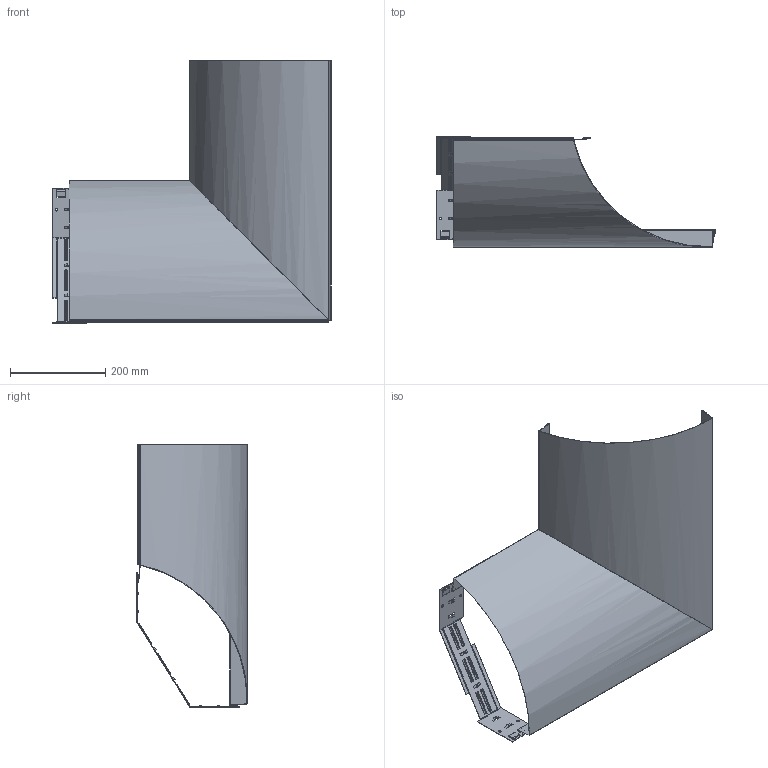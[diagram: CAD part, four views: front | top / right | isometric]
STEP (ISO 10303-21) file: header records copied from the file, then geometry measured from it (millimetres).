
FILE_DESCRIPTION(/* description */ ('Panelfäste hörn'),/* implementation_level */ '2;1');
FILE_NAME(/* name */ 'IHD-100.stp',/* time_stamp */ '2015-06-25T13:31:26+02:00',/* author */ ('JJ'),/* organization */ (''),/* preprocessor_version */ 'ST-DEVELOPER v15.6',/* originating_system */ 'Autodesk Inventor 2015',/* authorisation */ '');
FILE_SCHEMA (('AUTOMOTIVE_DESIGN { 1 0 10303 214 3 1 1 }'));
Length unit declared in the file: millimetre
Products named in the file (4): HINT-FE-036; IHD-01; IHD-01_MIR; IHD-100
Assembly tree (3 placements, depth 2):
  IHD-100
    HINT-FE-036
    IHD-01
    IHD-01_MIR
Bounding box: 583.73 x 231.39 x 550 mm (x, y, z)
Volume: 213370.7 mm3; surface area: 815139 mm2
Topology: 3 solids, 3 shells, 791 faces, 1950 edges, 1135 vertices
Faces by surface type: plane 541, cylinder 210, bspline 40
Full cylindrical faces by diameter (mm): 5.5 x4
Entity records: 28930 total; most frequent: CARTESIAN_POINT 10319, ORIENTED_EDGE 3888, DIRECTION 3738, EDGE_CURVE 1944, LINE 1514, VECTOR 1514, VERTEX_POINT 1133, AXIS2_PLACEMENT_3D 1112
